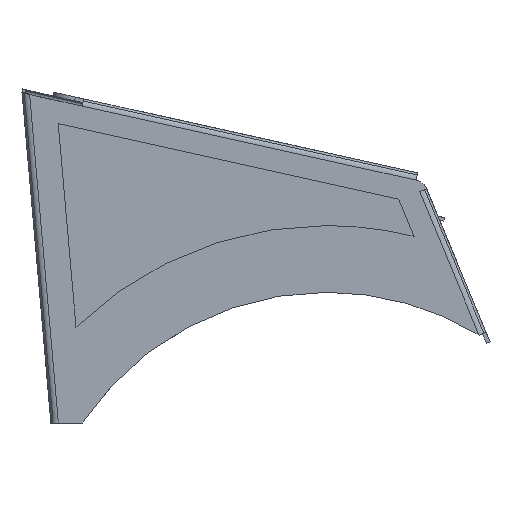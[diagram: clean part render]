
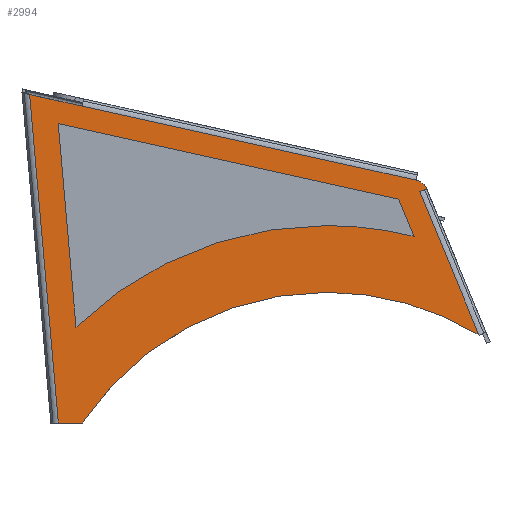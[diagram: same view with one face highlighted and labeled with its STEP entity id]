
A CAD part, left-side view. The second image highlights one B-rep face of the part: STEP entity #2994.
In plain terms, the highlighted face is planar.
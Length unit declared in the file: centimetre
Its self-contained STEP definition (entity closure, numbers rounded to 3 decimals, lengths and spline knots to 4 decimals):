
#107 = AXIS2_PLACEMENT_3D ( 'NONE', #6153, #809, #1871 ) ;
#110 = CARTESIAN_POINT ( 'NONE',  ( 50.367, -99.0796, 55.6166 ) ) ;
#113 = CARTESIAN_POINT ( 'NONE',  ( 50.367, -132.9931, 27.8631 ) ) ;
#146 = VERTEX_POINT ( 'NONE', #6040 ) ;
#161 = DIRECTION ( 'NONE',  ( 1., 0., 0. ) ) ;
#359 = ORIENTED_EDGE ( 'NONE', *, *, #4589, .T. ) ;
#423 = LINE ( 'NONE', #5652, #4795 ) ;
#433 = CARTESIAN_POINT ( 'NONE',  ( 50.367, -87.05, 0. ) ) ;
#459 = CARTESIAN_POINT ( 'NONE',  ( 50.367, -133.8652, 83.2297 ) ) ;
#528 = CIRCLE ( 'NONE', #3254, 2.54 ) ;
#619 = VERTEX_POINT ( 'NONE', #2748 ) ;
#641 = VECTOR ( 'NONE', #5195, 100. ) ;
#744 = VECTOR ( 'NONE', #3191, 100. ) ;
#779 = ORIENTED_EDGE ( 'NONE', *, *, #4413, .T. ) ;
#781 = LINE ( 'NONE', #3372, #6524 ) ;
#809 = DIRECTION ( 'NONE',  ( -1., 0., 0. ) ) ;
#930 = EDGE_LOOP ( 'NONE', ( #3747, #3212, #6724, #2826, #6278 ) ) ;
#1029 = CARTESIAN_POINT ( 'NONE',  ( 50.367, -74.5215, 65.7889 ) ) ;
#1111 = EDGE_CURVE ( 'NONE', #5316, #146, #781, .T. ) ;
#1213 = ORIENTED_EDGE ( 'NONE', *, *, #4078, .T. ) ;
#1346 = LINE ( 'NONE', #6587, #5691 ) ;
#1379 = EDGE_LOOP ( 'NONE', ( #2769, #6438, #2815, #359, #5995, #1573, #1213, #779, #4583 ) ) ;
#1573 = ORIENTED_EDGE ( 'NONE', *, *, #1111, .F. ) ;
#1617 = AXIS2_PLACEMENT_3D ( 'NONE', #4381, #6333, #1649 ) ;
#1626 = CARTESIAN_POINT ( 'NONE',  ( 50.367, -128.9056, 82.1302 ) ) ;
#1649 = DIRECTION ( 'NONE',  ( 0., 0., 1. ) ) ;
#1729 = AXIS2_PLACEMENT_3D ( 'NONE', #4253, #161, #2641 ) ;
#1838 = VERTEX_POINT ( 'NONE', #2061 ) ;
#1871 = DIRECTION ( 'NONE',  ( 0., 0., 1. ) ) ;
#1987 = VERTEX_POINT ( 'NONE', #6059 ) ;
#2054 = CIRCLE ( 'NONE', #1729, 61.6824 ) ;
#2061 = CARTESIAN_POINT ( 'NONE',  ( 50.367, -129.9693, 44.3018 ) ) ;
#2075 = CARTESIAN_POINT ( 'NONE',  ( 50.367, -72.2619, 66.971 ) ) ;
#2085 = VERTEX_POINT ( 'NONE', #5714 ) ;
#2383 = VECTOR ( 'NONE', #2786, 100. ) ;
#2468 = CARTESIAN_POINT ( 'NONE',  ( 50.367, -128.8704, 27.8631 ) ) ;
#2619 = DIRECTION ( 'NONE',  ( 0., 0., 1. ) ) ;
#2641 = DIRECTION ( 'NONE',  ( 0., 0., -1. ) ) ;
#2745 = CARTESIAN_POINT ( 'NONE',  ( 50.367, -72.054, 59.8317 ) ) ;
#2748 = CARTESIAN_POINT ( 'NONE',  ( 50.367, -87.05, 61.6824 ) ) ;
#2769 = ORIENTED_EDGE ( 'NONE', *, *, #2775, .T. ) ;
#2775 = EDGE_CURVE ( 'NONE', #6647, #4435, #3683, .T. ) ;
#2786 = DIRECTION ( 'NONE',  ( 0., 1., 0. ) ) ;
#2815 = ORIENTED_EDGE ( 'NONE', *, *, #5595, .F. ) ;
#2826 = ORIENTED_EDGE ( 'NONE', *, *, #3620, .T. ) ;
#2943 = DIRECTION ( 'NONE',  ( 0., 0.087, -0.996 ) ) ;
#2994 = ADVANCED_FACE ( 'NONE', ( #4783, #4468 ), #3790, .T. ) ;
#3049 = VECTOR ( 'NONE', #6321, 100. ) ;
#3127 = VERTEX_POINT ( 'NONE', #5702 ) ;
#3169 = DIRECTION ( 'NONE',  ( -1., 0., 0. ) ) ;
#3191 = DIRECTION ( 'NONE',  ( 0., -0.976, 0.216 ) ) ;
#3203 = LINE ( 'NONE', #5295, #3049 ) ;
#3212 = ORIENTED_EDGE ( 'NONE', *, *, #3363, .F. ) ;
#3248 = VECTOR ( 'NONE', #5621, 100. ) ;
#3254 = AXIS2_PLACEMENT_3D ( 'NONE', #2075, #3169, #2619 ) ;
#3284 = EDGE_CURVE ( 'NONE', #619, #1838, #2054, .T. ) ;
#3363 = EDGE_CURVE ( 'NONE', #1987, #5594, #4313, .T. ) ;
#3372 = CARTESIAN_POINT ( 'NONE',  ( 50.367, -94.8743, 74.5857 ) ) ;
#3448 = CARTESIAN_POINT ( 'NONE',  ( 50.367, -87.05, 50.2524 ) ) ;
#3620 = EDGE_CURVE ( 'NONE', #3722, #619, #4905, .T. ) ;
#3682 = VECTOR ( 'NONE', #2943, 100. ) ;
#3683 = CIRCLE ( 'NONE', #1617, 50.2524 ) ;
#3721 = VERTEX_POINT ( 'NONE', #6341 ) ;
#3722 = VERTEX_POINT ( 'NONE', #2745 ) ;
#3747 = ORIENTED_EDGE ( 'NONE', *, *, #6427, .F. ) ;
#3790 = PLANE ( 'NONE',  #5347 ) ;
#3970 = LINE ( 'NONE', #1029, #641 ) ;
#3976 = DIRECTION ( 'NONE',  ( 0., 0., -1. ) ) ;
#4013 = AXIS2_PLACEMENT_3D ( 'NONE', #433, #4601, #3976 ) ;
#4078 = EDGE_CURVE ( 'NONE', #5316, #3127, #5145, .T. ) ;
#4168 = VERTEX_POINT ( 'NONE', #113 ) ;
#4253 = CARTESIAN_POINT ( 'NONE',  ( 50.367, -87.05, 0. ) ) ;
#4301 = DIRECTION ( 'NONE',  ( 0., -1., 0. ) ) ;
#4313 = LINE ( 'NONE', #5252, #744 ) ;
#4369 = DIRECTION ( 'NONE',  ( 0., 0.976, -0.216 ) ) ;
#4381 = CARTESIAN_POINT ( 'NONE',  ( 50.367, -87.05, 0. ) ) ;
#4413 = EDGE_CURVE ( 'NONE', #3127, #4168, #4482, .T. ) ;
#4435 = VERTEX_POINT ( 'NONE', #3448 ) ;
#4468 = FACE_OUTER_BOUND ( 'NONE', #1379, .T. ) ;
#4482 = LINE ( 'NONE', #6682, #3682 ) ;
#4492 = DIRECTION ( 'NONE',  ( 0., 0.087, -0.996 ) ) ;
#4583 = ORIENTED_EDGE ( 'NONE', *, *, #4957, .T. ) ;
#4589 = EDGE_CURVE ( 'NONE', #5121, #2085, #3203, .T. ) ;
#4601 = DIRECTION ( 'NONE',  ( 1., 0., 0. ) ) ;
#4752 = EDGE_CURVE ( 'NONE', #146, #2085, #528, .T. ) ;
#4783 = FACE_BOUND ( 'NONE', #930, .T. ) ;
#4795 = VECTOR ( 'NONE', #6690, 100. ) ;
#4903 = CIRCLE ( 'NONE', #107, 50.2524 ) ;
#4905 = CIRCLE ( 'NONE', #4013, 61.6824 ) ;
#4957 = EDGE_CURVE ( 'NONE', #4168, #6647, #5367, .T. ) ;
#5101 = CARTESIAN_POINT ( 'NONE',  ( 50.367, -133.0172, 79.1393 ) ) ;
#5121 = VERTEX_POINT ( 'NONE', #6671 ) ;
#5126 = EDGE_CURVE ( 'NONE', #4435, #3721, #4903, .T. ) ;
#5145 = LINE ( 'NONE', #459, #3248 ) ;
#5195 = DIRECTION ( 'NONE',  ( 0., -0.383, 0.924 ) ) ;
#5252 = CARTESIAN_POINT ( 'NONE',  ( 50.367, -95.6989, 70.866 ) ) ;
#5295 = CARTESIAN_POINT ( 'NONE',  ( 50.367, -69.9152, 67.943 ) ) ;
#5316 = VERTEX_POINT ( 'NONE', #1626 ) ;
#5347 = AXIS2_PLACEMENT_3D ( 'NONE', #110, #6596, #4301 ) ;
#5367 = LINE ( 'NONE', #5469, #2383 ) ;
#5422 = EDGE_CURVE ( 'NONE', #3722, #1987, #3970, .T. ) ;
#5469 = CARTESIAN_POINT ( 'NONE',  ( 50.367, -131.5692, 27.8631 ) ) ;
#5594 = VERTEX_POINT ( 'NONE', #5101 ) ;
#5595 = EDGE_CURVE ( 'NONE', #5121, #3721, #423, .T. ) ;
#5621 = DIRECTION ( 'NONE',  ( 0., -0.976, 0.216 ) ) ;
#5652 = CARTESIAN_POINT ( 'NONE',  ( 50.367, -71.0015, 67.2469 ) ) ;
#5691 = VECTOR ( 'NONE', #4492, 100. ) ;
#5702 = CARTESIAN_POINT ( 'NONE',  ( 50.367, -137.9156, 84.1277 ) ) ;
#5714 = CARTESIAN_POINT ( 'NONE',  ( 50.367, -69.9152, 67.943 ) ) ;
#5995 = ORIENTED_EDGE ( 'NONE', *, *, #4752, .F. ) ;
#6040 = CARTESIAN_POINT ( 'NONE',  ( 50.367, -71.7121, 69.4507 ) ) ;
#6059 = CARTESIAN_POINT ( 'NONE',  ( 50.367, -74.6958, 66.2097 ) ) ;
#6153 = CARTESIAN_POINT ( 'NONE',  ( 50.367, -87.05, 0. ) ) ;
#6278 = ORIENTED_EDGE ( 'NONE', *, *, #3284, .T. ) ;
#6321 = DIRECTION ( 'NONE',  ( 0., 0.924, 0.383 ) ) ;
#6333 = DIRECTION ( 'NONE',  ( -1., 0., 0. ) ) ;
#6341 = CARTESIAN_POINT ( 'NONE',  ( 50.367, -60.9292, 42.9302 ) ) ;
#6427 = EDGE_CURVE ( 'NONE', #5594, #1838, #1346, .T. ) ;
#6438 = ORIENTED_EDGE ( 'NONE', *, *, #5126, .T. ) ;
#6524 = VECTOR ( 'NONE', #4369, 100. ) ;
#6587 = CARTESIAN_POINT ( 'NONE',  ( 50.367, -130.7171, 52.8487 ) ) ;
#6596 = DIRECTION ( 'NONE',  ( 1., 0., 0. ) ) ;
#6647 = VERTEX_POINT ( 'NONE', #2468 ) ;
#6671 = CARTESIAN_POINT ( 'NONE',  ( 50.367, -71.0885, 67.457 ) ) ;
#6682 = CARTESIAN_POINT ( 'NONE',  ( 50.367, -135.4186, 55.5869 ) ) ;
#6690 = DIRECTION ( 'NONE',  ( 0., 0.383, -0.924 ) ) ;
#6724 = ORIENTED_EDGE ( 'NONE', *, *, #5422, .F. ) ;
